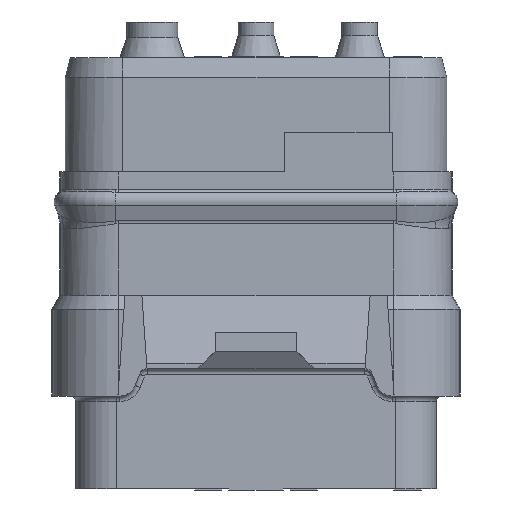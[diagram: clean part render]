
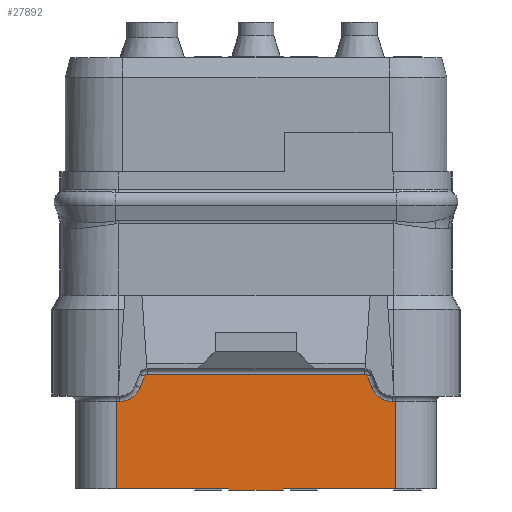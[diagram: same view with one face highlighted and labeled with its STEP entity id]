
A CAD part, front view. The second image highlights one B-rep face of the part: STEP entity #27892.
In plain terms, the highlighted planar face has unit normal (0, -1, 0).
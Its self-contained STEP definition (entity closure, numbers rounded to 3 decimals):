
#1679=DIRECTION('',(-1.,0.,0.));
#1680=VECTOR('',#1679,4.125);
#1681=CARTESIAN_POINT('',(5.125,-5.725,-11.63));
#1682=LINE('',#1681,#1680);
#1683=DIRECTION('',(0.,0.,-1.));
#1684=VECTOR('',#1683,0.05);
#1685=CARTESIAN_POINT('',(1.,-5.725,-11.63));
#1686=LINE('',#1685,#1684);
#1687=DIRECTION('',(-1.,0.,0.));
#1688=VECTOR('',#1687,4.125);
#1689=CARTESIAN_POINT('',(-1.,-5.725,-11.63));
#1690=LINE('',#1689,#1688);
#1691=DIRECTION('',(0.,0.,1.));
#1692=VECTOR('',#1691,3.2);
#1693=CARTESIAN_POINT('',(-5.125,-5.725,-11.63));
#1694=LINE('',#1693,#1692);
#1695=DIRECTION('',(-1.,0.,0.));
#1696=VECTOR('',#1695,0.125);
#1697=CARTESIAN_POINT('',(-5.,-5.725,-8.43));
#1698=LINE('',#1697,#1696);
#1699=CARTESIAN_POINT('',(-5.,-5.725,-7.63));
#1700=DIRECTION('',(0.,-1.,0.));
#1701=DIRECTION('',(0.,0.,-1.));
#1702=AXIS2_PLACEMENT_3D('',#1699,#1700,#1701);
#1704=DIRECTION('',(0.354,0.,0.935));
#1705=VECTOR('',#1704,0.447);
#1706=CARTESIAN_POINT('',(-4.252,-5.725,-7.913));
#1707=LINE('',#1706,#1705);
#1708=CARTESIAN_POINT('',(-4.,-5.725,-7.53));
#1709=DIRECTION('',(0.,1.,0.));
#1710=DIRECTION('',(-0.935,0.,0.354));
#1711=AXIS2_PLACEMENT_3D('',#1708,#1709,#1710);
#1713=DIRECTION('',(1.,0.,0.));
#1714=VECTOR('',#1713,8.);
#1715=CARTESIAN_POINT('',(-4.,-5.725,-7.43));
#1716=LINE('',#1715,#1714);
#1717=CARTESIAN_POINT('',(4.,-5.725,-7.53));
#1718=DIRECTION('',(0.,1.,0.));
#1719=DIRECTION('',(0.,0.,1.));
#1720=AXIS2_PLACEMENT_3D('',#1717,#1718,#1719);
#1722=DIRECTION('',(0.354,0.,-0.935));
#1723=VECTOR('',#1722,0.447);
#1724=CARTESIAN_POINT('',(4.094,-5.725,-7.495));
#1725=LINE('',#1724,#1723);
#1726=CARTESIAN_POINT('',(5.,-5.725,-7.63));
#1727=DIRECTION('',(0.,-1.,0.));
#1728=DIRECTION('',(-0.935,0.,-0.354));
#1729=AXIS2_PLACEMENT_3D('',#1726,#1727,#1728);
#1731=DIRECTION('',(-1.,0.,0.));
#1732=VECTOR('',#1731,0.125);
#1733=CARTESIAN_POINT('',(5.125,-5.725,-8.43));
#1734=LINE('',#1733,#1732);
#1735=DIRECTION('',(0.,0.,1.));
#1736=VECTOR('',#1735,3.2);
#1737=CARTESIAN_POINT('',(5.125,-5.725,-11.63));
#1738=LINE('',#1737,#1736);
#2925=DIRECTION('',(0.,0.,-1.));
#2926=VECTOR('',#2925,0.05);
#2927=CARTESIAN_POINT('',(-1.,-5.725,-11.63));
#2928=LINE('',#2927,#2926);
#2929=DIRECTION('',(-1.,0.,0.));
#2930=VECTOR('',#2929,2.);
#2931=CARTESIAN_POINT('',(1.,-5.725,-11.68));
#2932=LINE('',#2931,#2930);
#21772=CARTESIAN_POINT('',(-5.125,-5.725,-11.63));
#21774=VERTEX_POINT('',#21772);
#21785=CARTESIAN_POINT('',(5.125,-5.725,-11.63));
#21787=VERTEX_POINT('',#21785);
#21944=CARTESIAN_POINT('',(5.125,-5.725,-8.43));
#21945=VERTEX_POINT('',#21944);
#21954=CARTESIAN_POINT('',(-5.125,-5.725,-8.43));
#21956=VERTEX_POINT('',#21954);
#21998=CARTESIAN_POINT('',(5.,-5.725,-8.43));
#21999=VERTEX_POINT('',#21998);
#22000=CARTESIAN_POINT('',(4.252,-5.725,-7.913));
#22001=VERTEX_POINT('',#22000);
#22002=CARTESIAN_POINT('',(4.094,-5.725,-7.495));
#22003=VERTEX_POINT('',#22002);
#22006=CARTESIAN_POINT('',(4.,-5.725,-7.43));
#22007=VERTEX_POINT('',#22006);
#22010=CARTESIAN_POINT('',(-4.,-5.725,-7.43));
#22011=VERTEX_POINT('',#22010);
#22014=CARTESIAN_POINT('',(-4.094,-5.725,-7.495));
#22015=VERTEX_POINT('',#22014);
#22018=CARTESIAN_POINT('',(-4.252,-5.725,-7.913));
#22019=VERTEX_POINT('',#22018);
#22022=CARTESIAN_POINT('',(-5.,-5.725,-8.43));
#22023=VERTEX_POINT('',#22022);
#23906=CARTESIAN_POINT('',(1.,-5.725,-11.68));
#23907=CARTESIAN_POINT('',(-1.,-5.725,-11.68));
#23908=VERTEX_POINT('',#23906);
#23909=VERTEX_POINT('',#23907);
#24592=CARTESIAN_POINT('',(-1.,-5.725,-11.63));
#24594=VERTEX_POINT('',#24592);
#24598=CARTESIAN_POINT('',(1.,-5.725,-11.63));
#24599=VERTEX_POINT('',#24598);
#27855=CARTESIAN_POINT('',(-6.2,-5.725,-11.63));
#27856=DIRECTION('',(0.,1.,0.));
#27857=DIRECTION('',(1.,0.,0.));
#27858=AXIS2_PLACEMENT_3D('',#27855,#27856,#27857);
#27859=PLANE('',#27858);
#27861=ORIENTED_EDGE('',*,*,#27860,.T.);
#27863=ORIENTED_EDGE('',*,*,#27862,.T.);
#27865=ORIENTED_EDGE('',*,*,#27864,.T.);
#27867=ORIENTED_EDGE('',*,*,#27866,.F.);
#27869=ORIENTED_EDGE('',*,*,#27868,.T.);
#27871=ORIENTED_EDGE('',*,*,#27870,.T.);
#27872=ORIENTED_EDGE('',*,*,#27833,.F.);
#27873=ORIENTED_EDGE('',*,*,#27845,.T.);
#27875=ORIENTED_EDGE('',*,*,#27874,.T.);
#27877=ORIENTED_EDGE('',*,*,#27876,.T.);
#27879=ORIENTED_EDGE('',*,*,#27878,.T.);
#27881=ORIENTED_EDGE('',*,*,#27880,.T.);
#27883=ORIENTED_EDGE('',*,*,#27882,.T.);
#27885=ORIENTED_EDGE('',*,*,#27884,.T.);
#27887=ORIENTED_EDGE('',*,*,#27886,.F.);
#27889=ORIENTED_EDGE('',*,*,#27888,.F.);
#27890=EDGE_LOOP('',(#27861,#27863,#27865,#27867,#27869,#27871,#27872,#27873,
#27875,#27877,#27879,#27881,#27883,#27885,#27887,#27889));
#27891=FACE_OUTER_BOUND('',#27890,.F.);
#27892=ADVANCED_FACE('',(#27891),#27859,.F.);
#1703=CIRCLE('',#1702,0.8);
#1712=CIRCLE('',#1711,0.1);
#1721=CIRCLE('',#1720,0.1);
#1730=CIRCLE('',#1729,0.8);
#27833=EDGE_CURVE('',#22023,#21956,#1698,.T.);
#27845=EDGE_CURVE('',#22023,#22019,#1703,.T.);
#27860=EDGE_CURVE('',#21787,#24599,#1682,.T.);
#27862=EDGE_CURVE('',#24599,#23908,#1686,.T.);
#27864=EDGE_CURVE('',#23908,#23909,#2932,.T.);
#27866=EDGE_CURVE('',#24594,#23909,#2928,.T.);
#27868=EDGE_CURVE('',#24594,#21774,#1690,.T.);
#27870=EDGE_CURVE('',#21774,#21956,#1694,.T.);
#27874=EDGE_CURVE('',#22019,#22015,#1707,.T.);
#27876=EDGE_CURVE('',#22015,#22011,#1712,.T.);
#27878=EDGE_CURVE('',#22011,#22007,#1716,.T.);
#27880=EDGE_CURVE('',#22007,#22003,#1721,.T.);
#27882=EDGE_CURVE('',#22003,#22001,#1725,.T.);
#27884=EDGE_CURVE('',#22001,#21999,#1730,.T.);
#27886=EDGE_CURVE('',#21945,#21999,#1734,.T.);
#27888=EDGE_CURVE('',#21787,#21945,#1738,.T.);
